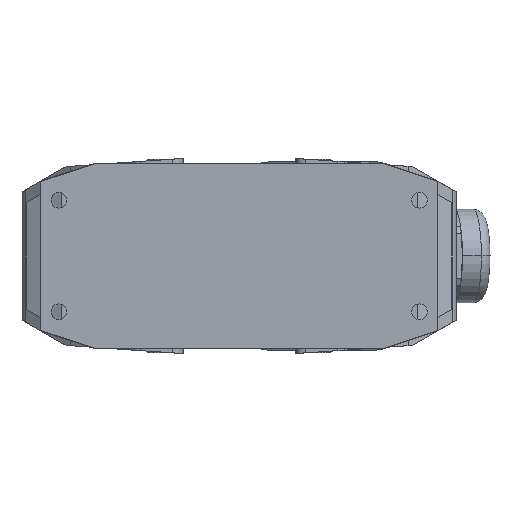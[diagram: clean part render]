
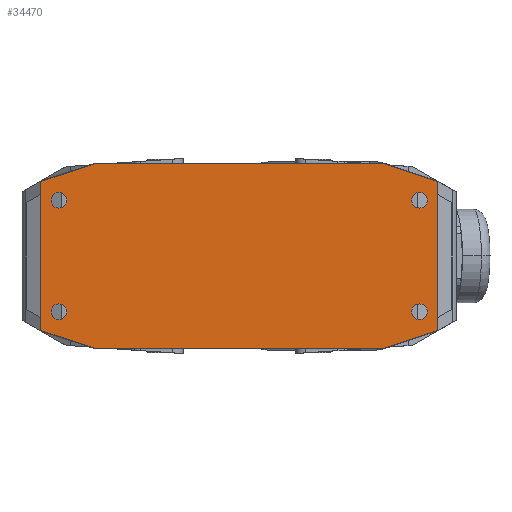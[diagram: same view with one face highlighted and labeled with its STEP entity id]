
A CAD part, front view. The second image highlights one B-rep face of the part: STEP entity #34470.
In plain terms, the highlighted face is planar.
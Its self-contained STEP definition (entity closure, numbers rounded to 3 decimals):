
#32790=CARTESIAN_POINT('',(105.75,32.1,
0.));
#32800=VERTEX_POINT('',#32790);
#32830=CARTESIAN_POINT('',(103.5,32.1,0.));
#32840=DIRECTION('',(0.,0.,1.));
#32850=DIRECTION('',(-1.,0.,0.));
#32860=AXIS2_PLACEMENT_3D('',#32830,#32840,#32850);
#32870=CIRCLE('',#32860,2.25);
#32880=CARTESIAN_POINT('',(103.5,34.35,
0.));
#32890=VERTEX_POINT('',#32880);
#32900=EDGE_CURVE('',#32800,#32890,#32870,.T.);
#32920=CARTESIAN_POINT('',(101.25,32.1,
0.));
#32930=VERTEX_POINT('',#32920);
#32940=EDGE_CURVE('',#32890,#32930,#32870,.T.);
#33130=CARTESIAN_POINT('',(51.75,-5.9,
0.));
#33140=DIRECTION('',(0.,0.,-1.));
#33150=DIRECTION('',(0.,-1.,0.));
#33160=AXIS2_PLACEMENT_3D('',#33130,#33140,#33150);
#33170=PLANE('',#33160);
#33180=CARTESIAN_POINT('',(103.5,0.1,
0.));
#33190=DIRECTION('',(0.,0.,-1.));
#33200=DIRECTION('',(-1.,0.,0.));
#33210=AXIS2_PLACEMENT_3D('',#33180,#33190,#33200);
#33220=CIRCLE('',#33210,2.25);
#33230=CARTESIAN_POINT('',(103.5,-2.15,
0.));
#33240=VERTEX_POINT('',#33230);
#33250=CARTESIAN_POINT('',(101.25,0.1,
0.));
#33260=VERTEX_POINT('',#33250);
#33270=EDGE_CURVE('',#33240,#33260,#33220,.T.);
#33280=ORIENTED_EDGE('',*,*,#33270,.F.);
#33290=CARTESIAN_POINT('',(105.75,0.1,
0.));
#33300=VERTEX_POINT('',#33290);
#33310=EDGE_CURVE('',#33260,#33300,#33220,.T.);
#33320=ORIENTED_EDGE('',*,*,#33310,.F.);
#33330=EDGE_CURVE('',#33300,#33240,#33220,.T.);
#33340=ORIENTED_EDGE('',*,*,#33330,.F.);
#33350=EDGE_LOOP('',(#33340,#33320,#33280));
#33360=FACE_BOUND('',#33350,.T.);
#33370=CARTESIAN_POINT('',(-5.15,-5.9,
0.));
#33380=DIRECTION('',(0.,-1.,0.));
#33390=VECTOR('',#33380,1.);
#33400=LINE('',#33370,#33390);
#33410=CARTESIAN_POINT('',(-5.15,37.519,
0.));
#33420=VERTEX_POINT('',#33410);
#33430=CARTESIAN_POINT('',(-5.15,-5.319,
0.));
#33440=VERTEX_POINT('',#33430);
#33450=EDGE_CURVE('',#33420,#33440,#33400,.T.);
#33460=ORIENTED_EDGE('',*,*,#33450,.F.);
#33470=CARTESIAN_POINT('',(41.5,-20.477,
0.));
#33480=DIRECTION('',(0.951,-0.309,
0.));
#33490=VECTOR('',#33480,1.);
#33500=LINE('',#33470,#33490);
#33510=CARTESIAN_POINT('',(10.179,-10.3,
0.));
#33520=VERTEX_POINT('',#33510);
#33530=EDGE_CURVE('',#33440,#33520,#33500,.T.);
#33540=ORIENTED_EDGE('',*,*,#33530,.F.);
#33550=CARTESIAN_POINT('',(51.75,-10.3,
0.));
#33560=DIRECTION('',(1.,0.,0.));
#33570=VECTOR('',#33560,1.);
#33580=LINE('',#33550,#33570);
#33590=CARTESIAN_POINT('',(93.321,-10.3,
0.));
#33600=VERTEX_POINT('',#33590);
#33610=EDGE_CURVE('',#33520,#33600,#33580,.T.);
#33620=ORIENTED_EDGE('',*,*,#33610,.F.);
#33630=CARTESIAN_POINT('',(62.,-20.477,
0.));
#33640=DIRECTION('',(0.951,0.309,
0.));
#33650=VECTOR('',#33640,1.);
#33660=LINE('',#33630,#33650);
#33670=CARTESIAN_POINT('',(108.65,-5.319,
0.));
#33680=VERTEX_POINT('',#33670);
#33690=EDGE_CURVE('',#33600,#33680,#33660,.T.);
#33700=ORIENTED_EDGE('',*,*,#33690,.F.);
#33710=CARTESIAN_POINT('',(108.65,-5.9,
0.));
#33720=DIRECTION('',(0.,1.,0.));
#33730=VECTOR('',#33720,1.);
#33740=LINE('',#33710,#33730);
#33750=CARTESIAN_POINT('',(108.65,37.519,
0.));
#33760=VERTEX_POINT('',#33750);
#33770=EDGE_CURVE('',#33680,#33760,#33740,.T.);
#33780=ORIENTED_EDGE('',*,*,#33770,.F.);
#33790=CARTESIAN_POINT('',(62.,52.677,
0.));
#33800=DIRECTION('',(-0.951,0.309,0.));
#33810=VECTOR('',#33800,1.);
#33820=LINE('',#33790,#33810);
#33830=CARTESIAN_POINT('',(93.321,42.5,
0.));
#33840=VERTEX_POINT('',#33830);
#33850=EDGE_CURVE('',#33760,#33840,#33820,.T.);
#33860=ORIENTED_EDGE('',*,*,#33850,.F.);
#33870=CARTESIAN_POINT('',(51.75,42.5,
0.));
#33880=DIRECTION('',(-1.,0.,0.));
#33890=VECTOR('',#33880,1.);
#33900=LINE('',#33870,#33890);
#33910=CARTESIAN_POINT('',(10.179,42.5,
0.));
#33920=VERTEX_POINT('',#33910);
#33930=EDGE_CURVE('',#33840,#33920,#33900,.T.);
#33940=ORIENTED_EDGE('',*,*,#33930,.F.);
#33950=CARTESIAN_POINT('',(41.5,52.677,
0.));
#33960=DIRECTION('',(-0.951,-0.309,0.));
#33970=VECTOR('',#33960,1.);
#33980=LINE('',#33950,#33970);
#33990=EDGE_CURVE('',#33920,#33420,#33980,.T.);
#34000=ORIENTED_EDGE('',*,*,#33990,.F.);
#34010=EDGE_LOOP('',(#34000,#33940,#33860,#33780,#33700,#33620,#33540,
#33460));
#34020=FACE_OUTER_BOUND('',#34010,.T.);
#34030=EDGE_CURVE('',#32930,#32800,#32870,.T.);
#34040=ORIENTED_EDGE('',*,*,#34030,.T.);
#34050=ORIENTED_EDGE('',*,*,#32940,.T.);
#34060=ORIENTED_EDGE('',*,*,#32900,.T.);
#34070=EDGE_LOOP('',(#34060,#34050,#34040));
#34080=FACE_BOUND('',#34070,.T.);
#34090=CARTESIAN_POINT('',(0.,32.1,
0.));
#34100=DIRECTION('',(0.,0.,-1.));
#34110=DIRECTION('',(1.,0.,0.));
#34120=AXIS2_PLACEMENT_3D('',#34090,#34100,#34110);
#34130=CIRCLE('',#34120,2.25);
#34140=CARTESIAN_POINT('',(0.,29.85,
0.));
#34150=VERTEX_POINT('',#34140);
#34160=CARTESIAN_POINT('',(-2.25,32.1,
0.));
#34170=VERTEX_POINT('',#34160);
#34180=EDGE_CURVE('',#34150,#34170,#34130,.T.);
#34190=ORIENTED_EDGE('',*,*,#34180,.F.);
#34200=CARTESIAN_POINT('',(2.25,32.1,
0.));
#34210=VERTEX_POINT('',#34200);
#34220=EDGE_CURVE('',#34170,#34210,#34130,.T.);
#34230=ORIENTED_EDGE('',*,*,#34220,.F.);
#34240=EDGE_CURVE('',#34210,#34150,#34130,.T.);
#34250=ORIENTED_EDGE('',*,*,#34240,.F.);
#34260=EDGE_LOOP('',(#34250,#34230,#34190));
#34270=FACE_BOUND('',#34260,.T.);
#34280=CARTESIAN_POINT('',(0.,0.1,
0.));
#34290=DIRECTION('',(0.,0.,1.));
#34300=DIRECTION('',(1.,0.,0.));
#34310=AXIS2_PLACEMENT_3D('',#34280,#34290,#34300);
#34320=CIRCLE('',#34310,2.25);
#34330=CARTESIAN_POINT('',(-2.25,0.1,
0.));
#34340=VERTEX_POINT('',#34330);
#34350=CARTESIAN_POINT('',(2.25,0.1,
0.));
#34360=VERTEX_POINT('',#34350);
#34370=EDGE_CURVE('',#34340,#34360,#34320,.T.);
#34380=ORIENTED_EDGE('',*,*,#34370,.T.);
#34390=CARTESIAN_POINT('',(0.,2.35,0.));
#34400=VERTEX_POINT('',#34390);
#34410=EDGE_CURVE('',#34400,#34340,#34320,.T.);
#34420=ORIENTED_EDGE('',*,*,#34410,.T.);
#34430=EDGE_CURVE('',#34360,#34400,#34320,.T.);
#34440=ORIENTED_EDGE('',*,*,#34430,.T.);
#34450=EDGE_LOOP('',(#34440,#34420,#34380));
#34460=FACE_BOUND('',#34450,.T.);
#34470=ADVANCED_FACE('',(#33360,#34020,#34080,#34270,#34460),#33170,.T.)
;
